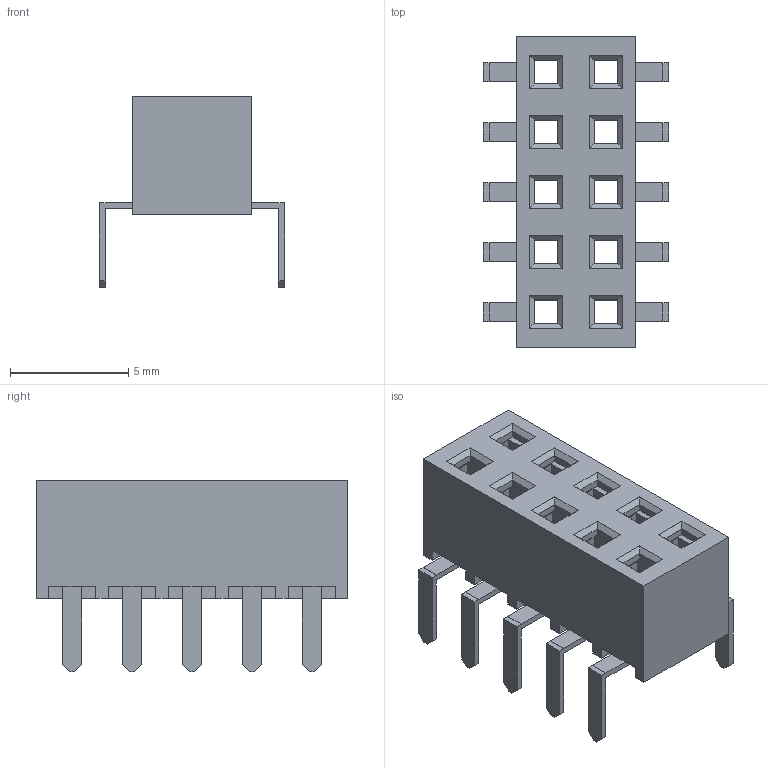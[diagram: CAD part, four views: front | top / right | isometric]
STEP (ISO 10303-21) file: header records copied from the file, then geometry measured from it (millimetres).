
FILE_DESCRIPTION(/* description */ ('model of Wuerth_WR-PHD_613010216921_Large_2x05_P2.54mm_Vertical'),/* implementation_level */ '2;1');
FILE_NAME(/* name */ 'Wuerth_WR-PHD_613010216921_Large_2x05_P2.54mm_Vertical.step',/* time_stamp */ '2024-05-29T23:21:45',/* author */ ('KiCAD','kicad'),/* organization */ ('OCCT'),/* preprocessor_version */ '',/* originating_system */ 'KiCAD',/* authorisation */ '');
FILE_SCHEMA(('AUTOMOTIVE_DESIGN { 1 0 10303 214 1 1 1 1 }'));
Length unit declared in the file: millimetre
Products named in the file (1): Wuerth_WR-PHD_613010216921_Large_2x05_P2.54mm_Vertical
Bounding box: 7.87 x 13.2 x 8.1 mm (x, y, z)
Volume: 231.1 mm3; surface area: 877.3 mm2
Topology: 1 solids, 1 shells, 416 faces, 1212 edges, 788 vertices
Faces by surface type: plane 416
Entity records: 17973 total; most frequent: ORIENTED_EDGE 2424, CARTESIAN_POINT 2417, DIRECTION 2046, EDGE_CURVE 1212, LINE 1212, VECTOR 1212, VERTEX_POINT 788, PRESENTATION_STYLE_ASSIGNMENT 496
